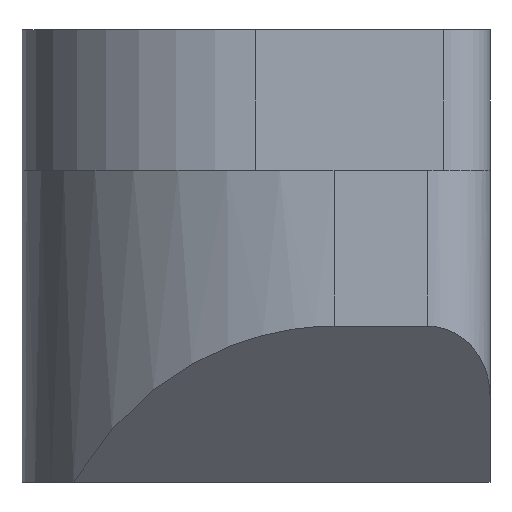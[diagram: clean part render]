
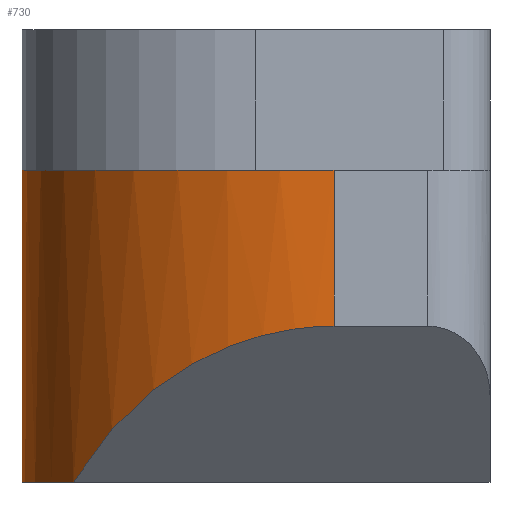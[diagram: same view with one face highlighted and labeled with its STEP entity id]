
A CAD part, left-side view. The second image highlights one B-rep face of the part: STEP entity #730.
In plain terms, the highlighted cylindrical face has radius 4 mm (diameter 8 mm), a partial arc.
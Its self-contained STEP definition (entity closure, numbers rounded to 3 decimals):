
#18=ELLIPSE('',#781,5.979,4.);
#60=FACE_OUTER_BOUND('',#100,.T.);
#100=EDGE_LOOP('',(#582,#583,#584,#585,#586));
#130=CIRCLE('',#790,4.);
#131=CIRCLE('',#791,4.);
#212=LINE('',#1742,#263);
#215=LINE('',#1750,#266);
#263=VECTOR('',#935,10.);
#266=VECTOR('',#944,10.);
#332=VERTEX_POINT('',#1716);
#333=VERTEX_POINT('',#1718);
#340=VERTEX_POINT('',#1739);
#341=VERTEX_POINT('',#1741);
#343=VERTEX_POINT('',#1747);
#425=EDGE_CURVE('',#333,#332,#18,.T.);
#437=EDGE_CURVE('',#341,#340,#212,.T.);
#440=EDGE_CURVE('',#343,#341,#130,.T.);
#441=EDGE_CURVE('',#340,#333,#131,.T.);
#442=EDGE_CURVE('',#332,#343,#215,.T.);
#582=ORIENTED_EDGE('',*,*,#440,.T.);
#583=ORIENTED_EDGE('',*,*,#437,.T.);
#584=ORIENTED_EDGE('',*,*,#441,.T.);
#585=ORIENTED_EDGE('',*,*,#425,.T.);
#586=ORIENTED_EDGE('',*,*,#442,.T.);
#699=CYLINDRICAL_SURFACE('',#789,4.);
#730=ADVANCED_FACE('',(#60),#699,.T.);
#781=AXIS2_PLACEMENT_3D('',#1719,#912,#913);
#789=AXIS2_PLACEMENT_3D('',#1746,#938,#939);
#790=AXIS2_PLACEMENT_3D('',#1748,#940,#941);
#791=AXIS2_PLACEMENT_3D('',#1749,#942,#943);
#912=DIRECTION('center_axis',(0.743,0.,0.669));
#913=DIRECTION('ref_axis',(-0.669,0.,0.743));
#935=DIRECTION('',(0.,0.,-1.));
#938=DIRECTION('center_axis',(0.,0.,1.));
#939=DIRECTION('ref_axis',(-0.707,0.707,0.));
#940=DIRECTION('center_axis',(0.,0.,-1.));
#941=DIRECTION('ref_axis',(-0.707,0.707,0.));
#942=DIRECTION('center_axis',(0.,0.,1.));
#943=DIRECTION('ref_axis',(-0.707,0.707,0.));
#944=DIRECTION('',(0.,0.,1.));
#1716=CARTESIAN_POINT('',(-4.8,-1.,2.));
#1718=CARTESIAN_POINT('',(-3.,2.341,0.));
#1719=CARTESIAN_POINT('Origin',(-0.8,-1.,-2.444));
#1739=CARTESIAN_POINT('',(-0.8,3.,0.));
#1741=CARTESIAN_POINT('',(-0.8,3.,4.));
#1742=CARTESIAN_POINT('',(-0.8,3.,0.));
#1746=CARTESIAN_POINT('Origin',(-0.8,-1.,0.));
#1747=CARTESIAN_POINT('',(-4.8,-1.,4.));
#1748=CARTESIAN_POINT('Origin',(-0.8,-1.,4.));
#1749=CARTESIAN_POINT('Origin',(-0.8,-1.,0.));
#1750=CARTESIAN_POINT('',(-4.8,-1.,0.));
